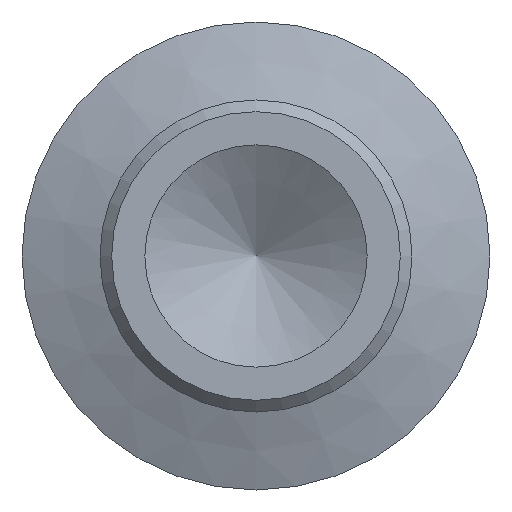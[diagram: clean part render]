
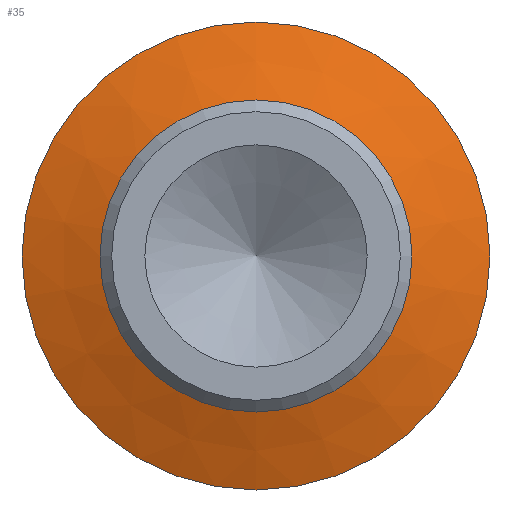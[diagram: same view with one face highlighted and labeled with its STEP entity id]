
A CAD part, front view. The second image highlights one B-rep face of the part: STEP entity #35.
In plain terms, the highlighted conical face has half-angle 70 degrees and reference radius 4 mm.
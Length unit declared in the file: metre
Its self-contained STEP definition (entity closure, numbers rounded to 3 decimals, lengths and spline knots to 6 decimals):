
#35 = ADVANCED_FACE( 'NONE', ( #72, #73 ), #74, .T. );
#72 = FACE_OUTER_BOUND( '', #114, .T. );
#73 = FACE_BOUND( '', #115, .T. );
#74 = CONICAL_SURFACE( '', #116, 0.004, 1.222 );
#114 = EDGE_LOOP( '', ( #152 ) );
#115 = EDGE_LOOP( '', ( #153 ) );
#116 = AXIS2_PLACEMENT_3D( '', #154, #155, #156 );
#152 = ORIENTED_EDGE( '', *, *, #202, .T. );
#153 = ORIENTED_EDGE( '', *, *, #200, .F. );
#154 = CARTESIAN_POINT( '', ( 0., 0.02, 0. ) );
#155 = DIRECTION( '', ( 0., 1., 0. ) );
#156 = DIRECTION( '', ( 0., 0., 1. ) );
#200 = EDGE_CURVE( 'NONE', #219, #219, #220, .T. );
#202 = EDGE_CURVE( 'NONE', #222, #222, #223, .T. );
#219 = VERTEX_POINT( '', #244 );
#220 = CIRCLE( '', #245, 0.004 );
#222 = VERTEX_POINT( '', #247 );
#223 = CIRCLE( '', #248, 0.006 );
#244 = CARTESIAN_POINT( '', ( 0., 0.02, -0.004 ) );
#245 = AXIS2_PLACEMENT_3D( '', #269, #270, #271 );
#247 = CARTESIAN_POINT( '', ( 0., 0.020728, -0.006 ) );
#248 = AXIS2_PLACEMENT_3D( '', #272, #273, #274 );
#269 = CARTESIAN_POINT( '', ( 0., 0.02, 0. ) );
#270 = DIRECTION( '', ( 0., -1., 0. ) );
#271 = DIRECTION( '', ( 0., 0., -1. ) );
#272 = CARTESIAN_POINT( '', ( 0., 0.020728, 0. ) );
#273 = DIRECTION( '', ( 0., -1., 0. ) );
#274 = DIRECTION( '', ( 0., 0., -1. ) );
